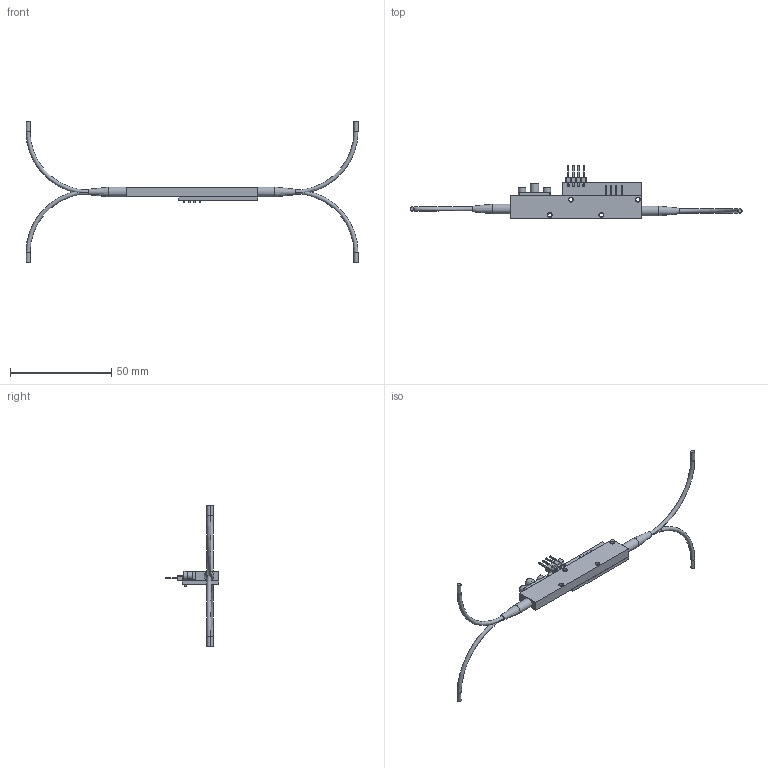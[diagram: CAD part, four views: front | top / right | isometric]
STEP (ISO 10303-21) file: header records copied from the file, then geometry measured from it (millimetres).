
FILE_DESCRIPTION(('KiCad electronic assembly'),'2;1');
FILE_NAME('Adapter_Modulator.step','2021-07-22T10:13:53',('An Author'),( 'A Company'),'Open CASCADE STEP processor 6.9', 'KiCad to STEP converter','Unknown');
FILE_SCHEMA(('AUTOMOTIVE_DESIGN { 1 0 10303 214 1 1 1 1 }'));
Length unit declared in the file: millimetre
Products named in the file (6): Open CASCADE STEP translator 6.9 1; modulator-Body_LWL; SOLID; PinHeader_1x04_P2.54mm_Horizontal; COMPOUND
Assembly tree (5 placements, depth 3):
  Open CASCADE STEP translator 6.9 1
    modulator-Body_LWL
      SOLID
    PinHeader_1x04_P2.54mm_Horizontal
      SOLID
    COMPOUND
Bounding box: 164 x 26.42 x 70 mm (x, y, z)
Volume: 5461.2 mm3; surface area: 6422.8 mm2
Topology: 3 solids, 5 shells, 205 faces, 457 edges, 284 vertices
Faces by surface type: plane 148, cylinder 42, torus 12, cone 2, revolution 1
Full cylindrical faces by diameter (mm): 0.381 x1, 0.5 x12, 1 x4, 2 x8, 2.5 x3, 2.616 x2, 3.4 x1, 3.658 x2, 4.166 x1, 4.8 x2, 15.875 x1
Entity records: 13330 total; most frequent: CARTESIAN_POINT 2961, DIRECTION 1801, LINE 1109, VECTOR 1109, ORIENTED_EDGE 914, PCURVE 914, DEFINITIONAL_REPRESENTATION 914, EDGE_CURVE 457
